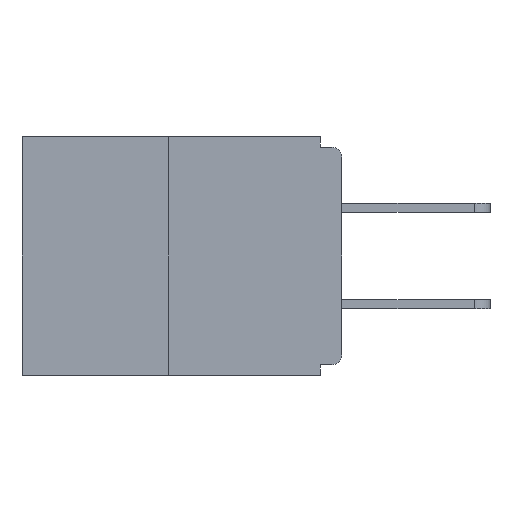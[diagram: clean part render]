
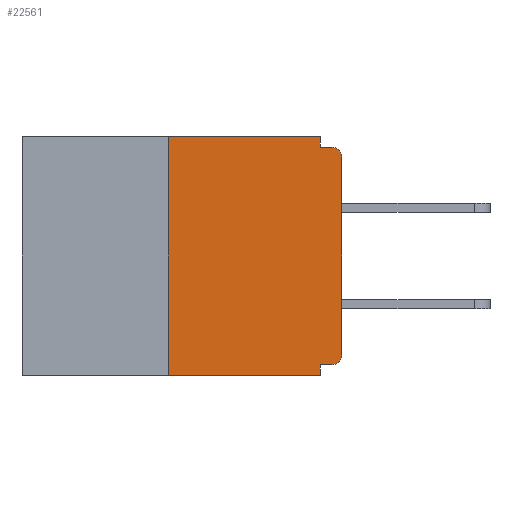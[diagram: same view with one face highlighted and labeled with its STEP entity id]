
A CAD part, left-side view. The second image highlights one B-rep face of the part: STEP entity #22561.
In plain terms, the highlighted planar face has unit normal (-1, 0, 0).
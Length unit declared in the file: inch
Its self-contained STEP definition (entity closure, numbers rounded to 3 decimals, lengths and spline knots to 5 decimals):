
#169 = CARTESIAN_POINT ( 'NONE',  ( 0., 0.46, 0. ) ) ;
#311 = DIRECTION ( 'NONE',  ( 0., 1., 0. ) ) ;
#1012 = EDGE_CURVE ( 'NONE', #16831, #22851, #3419, .T. ) ;
#1019 = CARTESIAN_POINT ( 'NONE',  ( 0., 0., -0.313 ) ) ;
#1456 = DIRECTION ( 'NONE',  ( -1., 0., 0. ) ) ;
#1487 = CARTESIAN_POINT ( 'NONE',  ( 0., 0.46, 0. ) ) ;
#2366 = CARTESIAN_POINT ( 'NONE',  ( 0., 0.015, -0.313 ) ) ;
#2865 = ORIENTED_EDGE ( 'NONE', *, *, #20808, .F. ) ;
#3117 = VECTOR ( 'NONE', #13476, 39.37008 ) ;
#3149 = AXIS2_PLACEMENT_3D ( 'NONE', #10691, #1456, #23753 ) ;
#3296 = AXIS2_PLACEMENT_3D ( 'NONE', #2366, #4264, #4424 ) ;
#3348 = EDGE_LOOP ( 'NONE', ( #2865, #15637, #22187, #19569, #19696, #14257, #7758, #21825, #11433, #15666 ) ) ;
#3394 = PLANE ( 'NONE',  #20506 ) ;
#3419 = LINE ( 'NONE', #5913, #6911 ) ;
#3890 = CARTESIAN_POINT ( 'NONE',  ( 0., 0.25, -0.343 ) ) ;
#4264 = DIRECTION ( 'NONE',  ( -1., 0., 0. ) ) ;
#4306 = DIRECTION ( 'NONE',  ( 0., -1., 0. ) ) ;
#4424 = DIRECTION ( 'NONE',  ( 0., 0., -1. ) ) ;
#5081 = DIRECTION ( 'NONE',  ( 0., 0., 1. ) ) ;
#5271 = DIRECTION ( 'NONE',  ( 0., 0., -1. ) ) ;
#5401 = LINE ( 'NONE', #21023, #23184 ) ;
#5913 = CARTESIAN_POINT ( 'NONE',  ( 0., 0.031, -0.343 ) ) ;
#5936 = CARTESIAN_POINT ( 'NONE',  ( 0., 0.031, 0. ) ) ;
#6036 = CARTESIAN_POINT ( 'NONE',  ( 0., 0., -0.328 ) ) ;
#6771 = VECTOR ( 'NONE', #10075, 39.37008 ) ;
#6911 = VECTOR ( 'NONE', #20607, 39.37008 ) ;
#7323 = CARTESIAN_POINT ( 'NONE',  ( 0., 0.031, 0. ) ) ;
#7538 = CARTESIAN_POINT ( 'NONE',  ( 0., 0.015, -0.015 ) ) ;
#7758 = ORIENTED_EDGE ( 'NONE', *, *, #8258, .T. ) ;
#8167 = VERTEX_POINT ( 'NONE', #14006 ) ;
#8257 = FACE_OUTER_BOUND ( 'NONE', #3348, .T. ) ;
#8258 = EDGE_CURVE ( 'NONE', #17213, #15381, #20950, .T. ) ;
#9105 = LINE ( 'NONE', #15790, #6771 ) ;
#10017 = CARTESIAN_POINT ( 'NONE',  ( 0., 0.031, -0.015 ) ) ;
#10075 = DIRECTION ( 'NONE',  ( 0., -1., 0. ) ) ;
#10080 = CARTESIAN_POINT ( 'NONE',  ( 0., 0.25, 0. ) ) ;
#10289 = EDGE_CURVE ( 'NONE', #8167, #17213, #15006, .T. ) ;
#10498 = VECTOR ( 'NONE', #22585, 39.37008 ) ;
#10597 = CARTESIAN_POINT ( 'NONE',  ( 0., 0., 0. ) ) ;
#10691 = CARTESIAN_POINT ( 'NONE',  ( 0., 0.015, -0.03 ) ) ;
#11162 = VERTEX_POINT ( 'NONE', #3890 ) ;
#11190 = EDGE_CURVE ( 'NONE', #16628, #21558, #22510, .T. ) ;
#11433 = ORIENTED_EDGE ( 'NONE', *, *, #11711, .F. ) ;
#11536 = CIRCLE ( 'NONE', #3149, 0.015 ) ;
#11567 = CARTESIAN_POINT ( 'NONE',  ( 0., 0.031, -0.328 ) ) ;
#11711 = EDGE_CURVE ( 'NONE', #21558, #18183, #9105, .T. ) ;
#12139 = VECTOR ( 'NONE', #311, 39.37008 ) ;
#12426 = CARTESIAN_POINT ( 'NONE',  ( 0., 0., -0.03 ) ) ;
#13389 = CARTESIAN_POINT ( 'NONE',  ( 0., 0.031, -0.343 ) ) ;
#13476 = DIRECTION ( 'NONE',  ( 0., -1., 0. ) ) ;
#13905 = DIRECTION ( 'NONE',  ( 0., 0., 1. ) ) ;
#14006 = CARTESIAN_POINT ( 'NONE',  ( 0., 0.015, -0.328 ) ) ;
#14257 = ORIENTED_EDGE ( 'NONE', *, *, #10289, .T. ) ;
#14947 = EDGE_CURVE ( 'NONE', #8167, #16831, #17684, .T. ) ;
#15006 = CIRCLE ( 'NONE', #3296, 0.015 ) ;
#15339 = EDGE_CURVE ( 'NONE', #11162, #21869, #16240, .T. ) ;
#15381 = VERTEX_POINT ( 'NONE', #12426 ) ;
#15637 = ORIENTED_EDGE ( 'NONE', *, *, #15339, .F. ) ;
#15643 = LINE ( 'NONE', #169, #3117 ) ;
#15666 = ORIENTED_EDGE ( 'NONE', *, *, #11190, .F. ) ;
#15790 = CARTESIAN_POINT ( 'NONE',  ( 0., 0., -0.015 ) ) ;
#15977 = VECTOR ( 'NONE', #5081, 39.37008 ) ;
#15983 = EDGE_CURVE ( 'NONE', #11162, #22851, #5401, .T. ) ;
#16240 = LINE ( 'NONE', #10080, #24111 ) ;
#16628 = VERTEX_POINT ( 'NONE', #5936 ) ;
#16831 = VERTEX_POINT ( 'NONE', #11567 ) ;
#17213 = VERTEX_POINT ( 'NONE', #1019 ) ;
#17684 = LINE ( 'NONE', #6036, #12139 ) ;
#17885 = CARTESIAN_POINT ( 'NONE',  ( 0., 0.25, 0. ) ) ;
#18183 = VERTEX_POINT ( 'NONE', #7538 ) ;
#18202 = DIRECTION ( 'NONE',  ( 1., 0., 0. ) ) ;
#19569 = ORIENTED_EDGE ( 'NONE', *, *, #1012, .F. ) ;
#19696 = ORIENTED_EDGE ( 'NONE', *, *, #14947, .F. ) ;
#20506 = AXIS2_PLACEMENT_3D ( 'NONE', #1487, #18202, #5271 ) ;
#20607 = DIRECTION ( 'NONE',  ( 0., 0., -1. ) ) ;
#20808 = EDGE_CURVE ( 'NONE', #21869, #16628, #15643, .T. ) ;
#20950 = LINE ( 'NONE', #10597, #15977 ) ;
#21023 = CARTESIAN_POINT ( 'NONE',  ( 0., 0.46, -0.343 ) ) ;
#21305 = EDGE_CURVE ( 'NONE', #15381, #18183, #11536, .T. ) ;
#21558 = VERTEX_POINT ( 'NONE', #10017 ) ;
#21825 = ORIENTED_EDGE ( 'NONE', *, *, #21305, .T. ) ;
#21869 = VERTEX_POINT ( 'NONE', #17885 ) ;
#22187 = ORIENTED_EDGE ( 'NONE', *, *, #15983, .T. ) ;
#22510 = LINE ( 'NONE', #7323, #10498 ) ;
#22561 = ADVANCED_FACE ( 'NONE', ( #8257 ), #3394, .F. ) ;
#22585 = DIRECTION ( 'NONE',  ( 0., 0., -1. ) ) ;
#22851 = VERTEX_POINT ( 'NONE', #13389 ) ;
#23184 = VECTOR ( 'NONE', #4306, 39.37008 ) ;
#23753 = DIRECTION ( 'NONE',  ( 0., 0., -1. ) ) ;
#24111 = VECTOR ( 'NONE', #13905, 39.37008 ) ;
